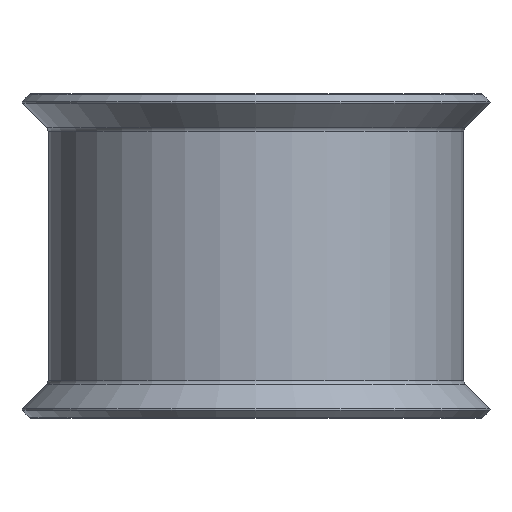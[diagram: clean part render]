
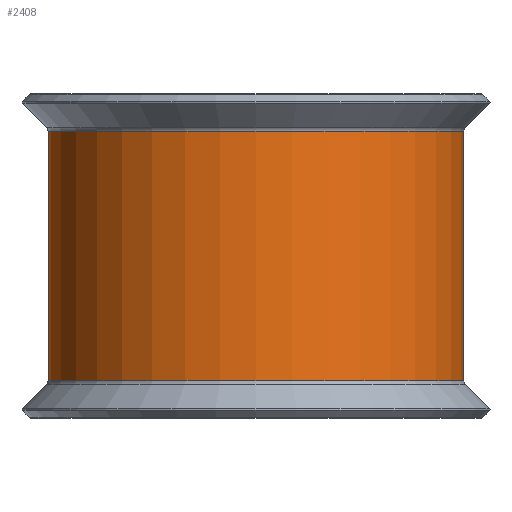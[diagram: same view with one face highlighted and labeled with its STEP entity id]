
A CAD part, front view. The second image highlights one B-rep face of the part: STEP entity #2408.
In plain terms, the highlighted cylindrical face has radius 10.16 mm (diameter 20.32 mm), a partial arc.
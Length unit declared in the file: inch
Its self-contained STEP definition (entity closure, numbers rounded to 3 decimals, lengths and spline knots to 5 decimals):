
#181 = VERTEX_POINT ( 'NONE', #2756 ) ;
#226 = CARTESIAN_POINT ( 'NONE',  ( 0.375, -0.843, 0.3125 ) ) ;
#238 = CIRCLE ( 'NONE', #2293, 0.4 ) ;
#278 = VECTOR ( 'NONE', #1520, 39.37008 ) ;
#295 = DIRECTION ( 'NONE',  ( 0., 0., -1. ) ) ;
#475 = DIRECTION ( 'NONE',  ( 0., 0., -1. ) ) ;
#535 = CARTESIAN_POINT ( 'NONE',  ( 0.375, -0.443, 0.3125 ) ) ;
#545 = CIRCLE ( 'NONE', #2634, 0.4 ) ;
#666 = LINE ( 'NONE', #1769, #1886 ) ;
#765 = EDGE_CURVE ( 'NONE', #2235, #810, #2009, .T. ) ;
#810 = VERTEX_POINT ( 'NONE', #2977 ) ;
#969 = ORIENTED_EDGE ( 'NONE', *, *, #2556, .T. ) ;
#970 = DIRECTION ( 'NONE',  ( -1., 0., 0. ) ) ;
#1149 = ORIENTED_EDGE ( 'NONE', *, *, #2633, .T. ) ;
#1211 = FACE_OUTER_BOUND ( 'NONE', #1753, .T. ) ;
#1216 = DIRECTION ( 'NONE',  ( 0., 0., -1. ) ) ;
#1263 = DIRECTION ( 'NONE',  ( 0., 0., -1. ) ) ;
#1486 = EDGE_CURVE ( 'NONE', #810, #181, #545, .T. ) ;
#1520 = DIRECTION ( 'NONE',  ( 0., 0., -1. ) ) ;
#1623 = VERTEX_POINT ( 'NONE', #1729 ) ;
#1654 = AXIS2_PLACEMENT_3D ( 'NONE', #226, #475, #970 ) ;
#1703 = CYLINDRICAL_SURFACE ( 'NONE', #1654, 0.4 ) ;
#1719 = ORIENTED_EDGE ( 'NONE', *, *, #1486, .F. ) ;
#1729 = CARTESIAN_POINT ( 'NONE',  ( -0.025, -0.843, 0.23972 ) ) ;
#1753 = EDGE_LOOP ( 'NONE', ( #1149, #1719, #2322, #969 ) ) ;
#1769 = CARTESIAN_POINT ( 'NONE',  ( -0.025, -0.843, 0.3125 ) ) ;
#1886 = VECTOR ( 'NONE', #295, 39.37008 ) ;
#2009 = LINE ( 'NONE', #535, #278 ) ;
#2072 = CARTESIAN_POINT ( 'NONE',  ( 0.375, -0.443, 0.23972 ) ) ;
#2235 = VERTEX_POINT ( 'NONE', #2072 ) ;
#2293 = AXIS2_PLACEMENT_3D ( 'NONE', #2710, #1263, #2946 ) ;
#2322 = ORIENTED_EDGE ( 'NONE', *, *, #765, .F. ) ;
#2408 = ADVANCED_FACE ( 'NONE', ( #1211 ), #1703, .T. ) ;
#2556 = EDGE_CURVE ( 'NONE', #2235, #1623, #238, .T. ) ;
#2633 = EDGE_CURVE ( 'NONE', #1623, #181, #666, .T. ) ;
#2634 = AXIS2_PLACEMENT_3D ( 'NONE', #2660, #1216, #2901 ) ;
#2660 = CARTESIAN_POINT ( 'NONE',  ( 0.375, -0.843, -0.23972 ) ) ;
#2710 = CARTESIAN_POINT ( 'NONE',  ( 0.375, -0.843, 0.23972 ) ) ;
#2756 = CARTESIAN_POINT ( 'NONE',  ( -0.025, -0.843, -0.23972 ) ) ;
#2901 = DIRECTION ( 'NONE',  ( -1., 0., 0. ) ) ;
#2946 = DIRECTION ( 'NONE',  ( -1., 0., 0. ) ) ;
#2977 = CARTESIAN_POINT ( 'NONE',  ( 0.375, -0.443, -0.23972 ) ) ;
